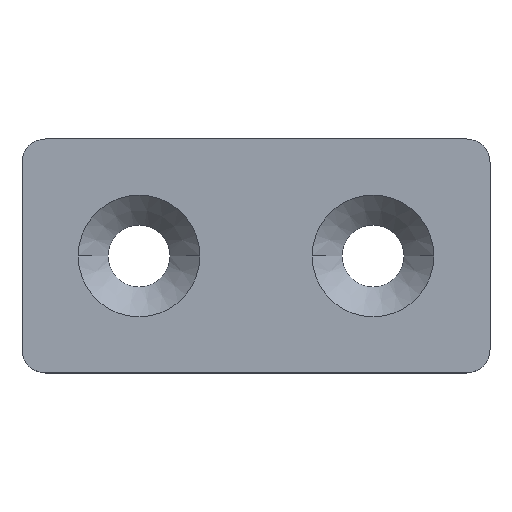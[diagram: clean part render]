
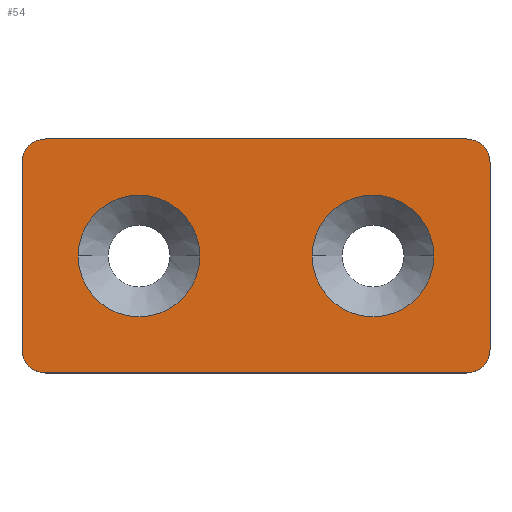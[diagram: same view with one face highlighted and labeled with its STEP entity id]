
A CAD part, top view. The second image highlights one B-rep face of the part: STEP entity #54.
In plain terms, the highlighted planar face has unit normal (0, 0, 1).
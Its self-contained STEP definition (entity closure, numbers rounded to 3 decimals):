
#54=ADVANCED_FACE('',(#119,#120,#121),#122,.T.);
#119=FACE_OUTER_BOUND('',#196,.T.);
#120=FACE_BOUND('',#197,.T.);
#121=FACE_BOUND('',#198,.T.);
#122=PLANE('',#199);
#196=EDGE_LOOP('',(#287,#288,#289,#290,#291,#292,#293,#294));
#197=EDGE_LOOP('',(#295,#296));
#198=EDGE_LOOP('',(#297,#298));
#199=AXIS2_PLACEMENT_3D('',#299,#300,#301);
#287=ORIENTED_EDGE('',*,*,#466,.T.);
#288=ORIENTED_EDGE('',*,*,#450,.T.);
#289=ORIENTED_EDGE('',*,*,#467,.T.);
#290=ORIENTED_EDGE('',*,*,#468,.T.);
#291=ORIENTED_EDGE('',*,*,#469,.T.);
#292=ORIENTED_EDGE('',*,*,#470,.T.);
#293=ORIENTED_EDGE('',*,*,#471,.T.);
#294=ORIENTED_EDGE('',*,*,#472,.T.);
#295=ORIENTED_EDGE('',*,*,#473,.T.);
#296=ORIENTED_EDGE('',*,*,#474,.T.);
#297=ORIENTED_EDGE('',*,*,#475,.T.);
#298=ORIENTED_EDGE('',*,*,#476,.T.);
#299=CARTESIAN_POINT('',(10.0,0.0,3.0));
#300=DIRECTION('',(0.0,0.0,1.0));
#301=DIRECTION('',(1.0,-0.0,0.0));
#450=EDGE_CURVE('',#521,#526,#528,.T.);
#466=EDGE_CURVE('',#554,#521,#555,.T.);
#467=EDGE_CURVE('',#526,#556,#557,.T.);
#468=EDGE_CURVE('',#556,#558,#559,.T.);
#469=EDGE_CURVE('',#558,#560,#561,.T.);
#470=EDGE_CURVE('',#560,#562,#563,.T.);
#471=EDGE_CURVE('',#562,#564,#565,.T.);
#472=EDGE_CURVE('',#564,#554,#566,.T.);
#473=EDGE_CURVE('',#567,#568,#569,.T.);
#474=EDGE_CURVE('',#568,#567,#570,.T.);
#475=EDGE_CURVE('',#571,#572,#573,.T.);
#476=EDGE_CURVE('',#572,#571,#574,.T.);
#521=VERTEX_POINT('',#627);
#526=VERTEX_POINT('',#634);
#528=LINE('',#637,#638);
#554=VERTEX_POINT('',#670);
#555=CIRCLE('',#671,2.0);
#556=VERTEX_POINT('',#672);
#557=CIRCLE('',#673,2.0);
#558=VERTEX_POINT('',#674);
#559=LINE('',#675,#676);
#560=VERTEX_POINT('',#677);
#561=CIRCLE('',#678,2.0);
#562=VERTEX_POINT('',#679);
#563=LINE('',#680,#681);
#564=VERTEX_POINT('',#682);
#565=CIRCLE('',#683,2.0);
#566=LINE('',#684,#685);
#567=VERTEX_POINT('',#686);
#568=VERTEX_POINT('',#687);
#569=CIRCLE('',#688,5.2);
#570=CIRCLE('',#689,5.2);
#571=VERTEX_POINT('',#690);
#572=VERTEX_POINT('',#691);
#573=CIRCLE('',#692,5.2);
#574=CIRCLE('',#693,5.2);
#627=CARTESIAN_POINT('',(28.0,10.0,3.0));
#634=CARTESIAN_POINT('',(-8.0,10.0,3.0));
#637=CARTESIAN_POINT('',(10.0,10.0,3.0));
#638=VECTOR('',#763,1000.0);
#670=CARTESIAN_POINT('',(30.0,8.0,3.0));
#671=AXIS2_PLACEMENT_3D('',#785,#786,#787);
#672=CARTESIAN_POINT('',(-10.0,8.0,3.0));
#673=AXIS2_PLACEMENT_3D('',#788,#789,#790);
#674=CARTESIAN_POINT('',(-10.0,-8.0,3.0));
#675=CARTESIAN_POINT('',(-10.0,0.0,3.0));
#676=VECTOR('',#791,1000.0);
#677=CARTESIAN_POINT('',(-8.0,-10.0,3.0));
#678=AXIS2_PLACEMENT_3D('',#792,#793,#794);
#679=CARTESIAN_POINT('',(28.0,-10.0,3.0));
#680=CARTESIAN_POINT('',(10.0,-10.0,3.0));
#681=VECTOR('',#795,1000.0);
#682=CARTESIAN_POINT('',(30.0,-8.0,3.0));
#683=AXIS2_PLACEMENT_3D('',#796,#797,#798);
#684=CARTESIAN_POINT('',(30.0,0.0,3.0));
#685=VECTOR('',#799,1000.0);
#686=CARTESIAN_POINT('',(25.2,0.0,3.0));
#687=CARTESIAN_POINT('',(14.8,0.,3.0));
#688=AXIS2_PLACEMENT_3D('',#800,#801,#802);
#689=AXIS2_PLACEMENT_3D('',#803,#804,#805);
#690=CARTESIAN_POINT('',(5.2,0.0,3.0));
#691=CARTESIAN_POINT('',(-5.2,0.,3.0));
#692=AXIS2_PLACEMENT_3D('',#806,#807,#808);
#693=AXIS2_PLACEMENT_3D('',#809,#810,#811);
#763=DIRECTION('',(-1.0,0.0,0.0));
#785=CARTESIAN_POINT('',(28.0,8.0,3.0));
#786=DIRECTION('',(0.0,-0.0,1.0));
#787=DIRECTION('',(1.0,0.,0.0));
#788=CARTESIAN_POINT('',(-8.0,8.0,3.0));
#789=DIRECTION('',(0.0,0.0,1.0));
#790=DIRECTION('',(0.,1.0,0.0));
#791=DIRECTION('',(0.0,-1.0,0.0));
#792=CARTESIAN_POINT('',(-8.0,-8.0,3.0));
#793=DIRECTION('',(0.0,0.0,1.0));
#794=DIRECTION('',(-1.0,0.,0.0));
#795=DIRECTION('',(1.0,0.0,0.0));
#796=CARTESIAN_POINT('',(28.0,-8.0,3.0));
#797=DIRECTION('',(0.0,0.0,1.0));
#798=DIRECTION('',(0.,-1.0,0.0));
#799=DIRECTION('',(0.0,1.0,0.0));
#800=CARTESIAN_POINT('',(20.0,0.0,3.0));
#801=DIRECTION('',(0.0,0.0,-1.0));
#802=DIRECTION('',(1.0,0.0,0.0));
#803=CARTESIAN_POINT('',(20.0,0.0,3.0));
#804=DIRECTION('',(0.0,0.0,-1.0));
#805=DIRECTION('',(1.0,0.0,0.0));
#806=CARTESIAN_POINT('',(0.0,0.0,3.0));
#807=DIRECTION('',(0.0,0.0,-1.0));
#808=DIRECTION('',(1.0,0.0,0.0));
#809=CARTESIAN_POINT('',(0.0,0.0,3.0));
#810=DIRECTION('',(0.0,0.0,-1.0));
#811=DIRECTION('',(1.0,0.0,0.0));
